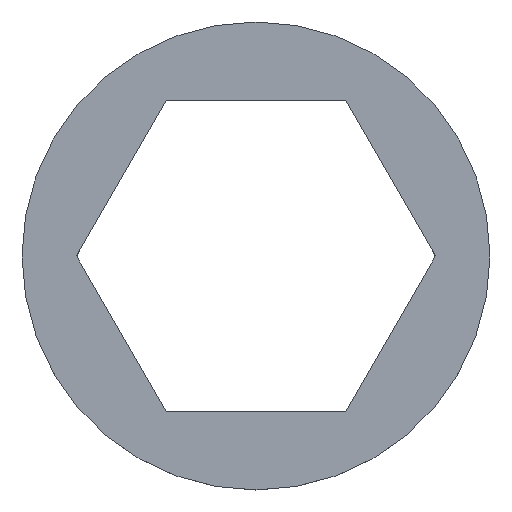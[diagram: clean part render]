
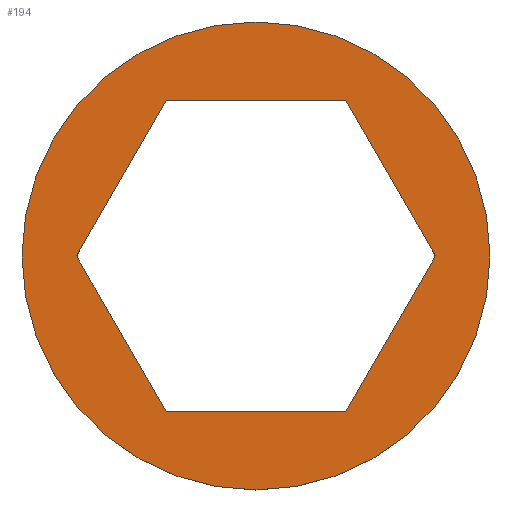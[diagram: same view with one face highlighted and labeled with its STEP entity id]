
A CAD part, top view. The second image highlights one B-rep face of the part: STEP entity #194.
In plain terms, the highlighted planar face has unit normal (0, 0, 1).
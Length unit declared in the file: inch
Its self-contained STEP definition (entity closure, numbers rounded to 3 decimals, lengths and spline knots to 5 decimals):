
#1 = EDGE_LOOP ( 'NONE', ( #162, #210, #324, #185, #263, #266 ) ) ;
#11 = DIRECTION ( 'NONE',  ( 0., 0., 1. ) ) ;
#12 = CARTESIAN_POINT ( 'NONE',  ( -0.14722, 0.255, 0.01563 ) ) ;
#16 = CARTESIAN_POINT ( 'NONE',  ( 0.14722, -0.255, 0.01563 ) ) ;
#22 = LINE ( 'NONE', #223, #233 ) ;
#23 = EDGE_CURVE ( 'NONE', #294, #85, #155, .T. ) ;
#35 = VERTEX_POINT ( 'NONE', #311 ) ;
#38 = LINE ( 'NONE', #141, #180 ) ;
#40 = AXIS2_PLACEMENT_3D ( 'NONE', #339, #140, #228 ) ;
#41 = CARTESIAN_POINT ( 'NONE',  ( 0.29445, 0., 0.01563 ) ) ;
#49 = CARTESIAN_POINT ( 'NONE',  ( 0.14722, -0.255, 0.01563 ) ) ;
#50 = DIRECTION ( 'NONE',  ( 0.5, 0.866, 0. ) ) ;
#59 = EDGE_CURVE ( 'NONE', #35, #130, #191, .T. ) ;
#66 = DIRECTION ( 'NONE',  ( 0., 0., 1. ) ) ;
#68 = DIRECTION ( 'NONE',  ( -0.5, 0.866, 0. ) ) ;
#75 = LINE ( 'NONE', #16, #166 ) ;
#85 = VERTEX_POINT ( 'NONE', #111 ) ;
#87 = VECTOR ( 'NONE', #121, 39.37008 ) ;
#90 = EDGE_CURVE ( 'NONE', #109, #295, #217, .T. ) ;
#93 = DIRECTION ( 'NONE',  ( 1., 0., 0. ) ) ;
#109 = VERTEX_POINT ( 'NONE', #12 ) ;
#111 = CARTESIAN_POINT ( 'NONE',  ( 0.38386, 0., 0.01563 ) ) ;
#113 = VECTOR ( 'NONE', #271, 39.37008 ) ;
#116 = CARTESIAN_POINT ( 'NONE',  ( 0., 0., 0.01563 ) ) ;
#121 = DIRECTION ( 'NONE',  ( 1., 0., 0. ) ) ;
#124 = LINE ( 'NONE', #285, #256 ) ;
#130 = VERTEX_POINT ( 'NONE', #49 ) ;
#132 = ORIENTED_EDGE ( 'NONE', *, *, #300, .T. ) ;
#140 = DIRECTION ( 'NONE',  ( 0., 0., 1. ) ) ;
#141 = CARTESIAN_POINT ( 'NONE',  ( -0.29445, 0., 0.01563 ) ) ;
#146 = FACE_BOUND ( 'NONE', #1, .T. ) ;
#153 = EDGE_CURVE ( 'NONE', #349, #109, #124, .T. ) ;
#155 = CIRCLE ( 'NONE', #198, 0.38386 ) ;
#157 = ORIENTED_EDGE ( 'NONE', *, *, #23, .T. ) ;
#162 = ORIENTED_EDGE ( 'NONE', *, *, #283, .F. ) ;
#164 = DIRECTION ( 'NONE',  ( -1., 0., 0. ) ) ;
#166 = VECTOR ( 'NONE', #50, 39.37008 ) ;
#178 = CARTESIAN_POINT ( 'NONE',  ( -0.38386, 0., 0.01563 ) ) ;
#180 = VECTOR ( 'NONE', #310, 39.37008 ) ;
#185 = ORIENTED_EDGE ( 'NONE', *, *, #90, .F. ) ;
#188 = EDGE_LOOP ( 'NONE', ( #157, #132 ) ) ;
#191 = LINE ( 'NONE', #254, #87 ) ;
#194 = ADVANCED_FACE ( 'NONE', ( #232, #146 ), #302, .T. ) ;
#198 = AXIS2_PLACEMENT_3D ( 'NONE', #116, #66, #93 ) ;
#210 = ORIENTED_EDGE ( 'NONE', *, *, #59, .F. ) ;
#217 = LINE ( 'NONE', #298, #113 ) ;
#223 = CARTESIAN_POINT ( 'NONE',  ( 0.29445, 0., 0.01563 ) ) ;
#227 = VERTEX_POINT ( 'NONE', #41 ) ;
#228 = DIRECTION ( 'NONE',  ( 1., 0., 0. ) ) ;
#229 = CARTESIAN_POINT ( 'NONE',  ( 0.14722, 0.255, 0.01563 ) ) ;
#231 = EDGE_CURVE ( 'NONE', #227, #349, #22, .T. ) ;
#232 = FACE_OUTER_BOUND ( 'NONE', #188, .T. ) ;
#233 = VECTOR ( 'NONE', #68, 39.37008 ) ;
#247 = CARTESIAN_POINT ( 'NONE',  ( -0.29445, 0., 0.01563 ) ) ;
#254 = CARTESIAN_POINT ( 'NONE',  ( -0.14722, -0.255, 0.01563 ) ) ;
#256 = VECTOR ( 'NONE', #164, 39.37008 ) ;
#263 = ORIENTED_EDGE ( 'NONE', *, *, #153, .F. ) ;
#266 = ORIENTED_EDGE ( 'NONE', *, *, #231, .F. ) ;
#271 = DIRECTION ( 'NONE',  ( -0.5, -0.866, 0. ) ) ;
#283 = EDGE_CURVE ( 'NONE', #130, #227, #75, .T. ) ;
#285 = CARTESIAN_POINT ( 'NONE',  ( 0.14722, 0.255, 0.01563 ) ) ;
#294 = VERTEX_POINT ( 'NONE', #178 ) ;
#295 = VERTEX_POINT ( 'NONE', #247 ) ;
#297 = CIRCLE ( 'NONE', #348, 0.38386 ) ;
#298 = CARTESIAN_POINT ( 'NONE',  ( -0.14722, 0.255, 0.01563 ) ) ;
#300 = EDGE_CURVE ( 'NONE', #85, #294, #297, .T. ) ;
#302 = PLANE ( 'NONE',  #40 ) ;
#310 = DIRECTION ( 'NONE',  ( 0.5, -0.866, 0. ) ) ;
#311 = CARTESIAN_POINT ( 'NONE',  ( -0.14722, -0.255, 0.01563 ) ) ;
#324 = ORIENTED_EDGE ( 'NONE', *, *, #328, .F. ) ;
#328 = EDGE_CURVE ( 'NONE', #295, #35, #38, .T. ) ;
#330 = DIRECTION ( 'NONE',  ( 1., 0., 0. ) ) ;
#333 = CARTESIAN_POINT ( 'NONE',  ( 0., 0., 0.01563 ) ) ;
#339 = CARTESIAN_POINT ( 'NONE',  ( 0., 0., 0.01563 ) ) ;
#348 = AXIS2_PLACEMENT_3D ( 'NONE', #333, #11, #330 ) ;
#349 = VERTEX_POINT ( 'NONE', #229 ) ;
